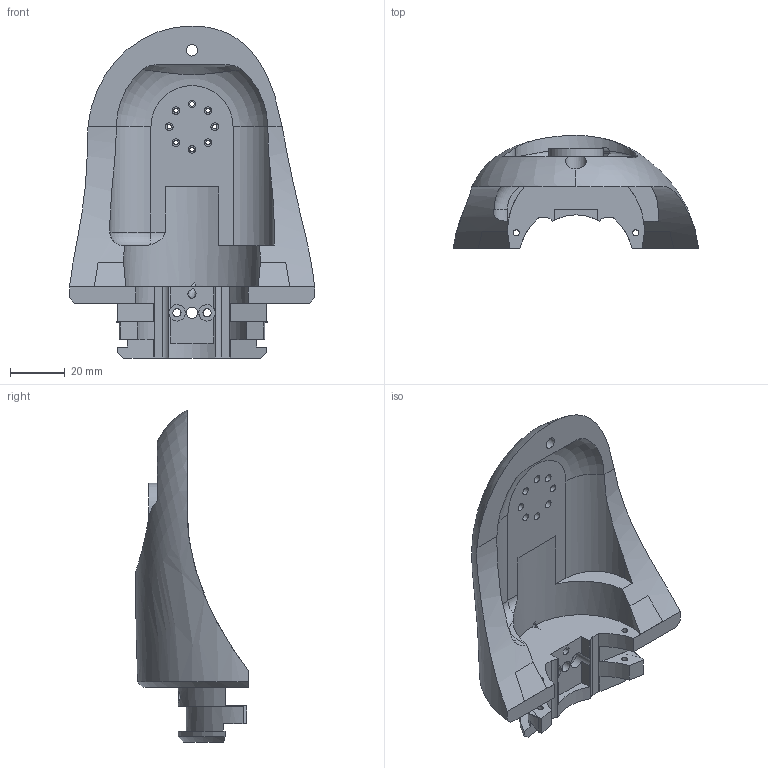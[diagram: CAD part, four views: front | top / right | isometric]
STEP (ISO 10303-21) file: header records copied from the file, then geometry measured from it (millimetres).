
FILE_DESCRIPTION(/* description */ ('STEP AP214'),/* implementation_level */ '2;1');
FILE_NAME(/* name */ '683c51044258294a187f3d54',/* time_stamp */ '2025-06-01T13:09:26Z',/* author */ (''),/* organization */ (''),/* preprocessor_version */ 'ST-DEVELOPER v20',/* originating_system */ 'ONSHAPE BY PTC INC, 1.198',/* authorisation */ ' ');
FILE_SCHEMA (('AUTOMOTIVE_DESIGN {1 0 10303 214 3 1 1}'));
Length unit declared in the file: metre
Products named in the file (1): Part 25
Bounding box: 89.55 x 41.22 x 121.28 mm (x, y, z)
Volume: 79012.6 mm3; surface area: 26607.1 mm2
Topology: 1 solids, 1 shells, 131 faces, 351 edges, 228 vertices
Faces by surface type: plane 62, cylinder 51, bspline 14, torus 3, cone 1
Full cylindrical faces by diameter (mm): 1.6 x8, 2.2 x4, 2.8 x8, 3 x2, 4.2 x2, 6 x2, 7.6 x1, 20 x1
Entity records: 5632 total; most frequent: CARTESIAN_POINT 2495, ORIENTED_EDGE 634, DIRECTION 593, EDGE_CURVE 317, AXIS2_PLACEMENT_3D 234, VERTEX_POINT 222, EDGE_LOOP 201, FACE_BOUND 201
